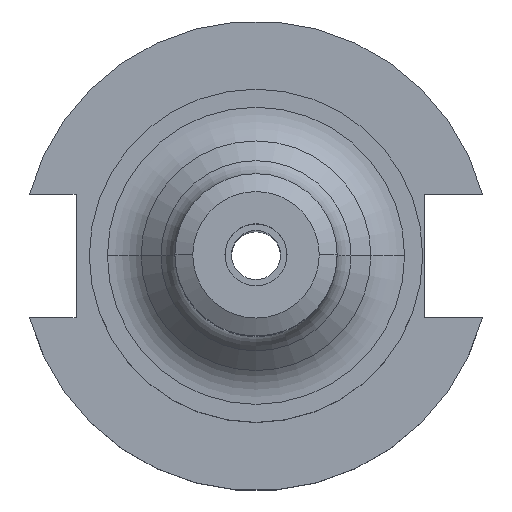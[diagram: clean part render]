
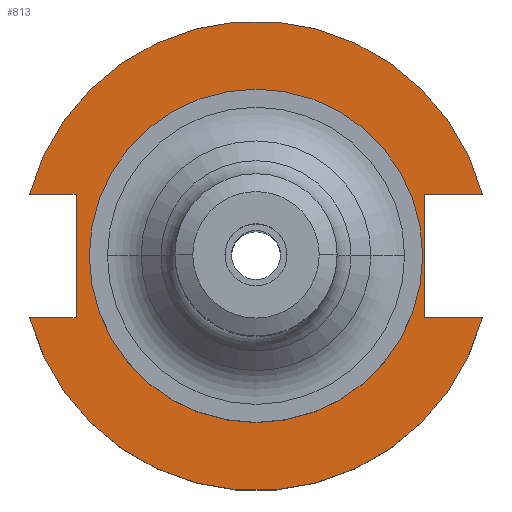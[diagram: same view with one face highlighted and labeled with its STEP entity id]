
A CAD part, top view. The second image highlights one B-rep face of the part: STEP entity #813.
In plain terms, the highlighted planar face has unit normal (0, 0, 1).
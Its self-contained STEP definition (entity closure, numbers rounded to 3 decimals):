
#29 = ORIENTED_EDGE ( 'NONE', *, *, #438, .F. ) ;
#59 = EDGE_CURVE ( 'NONE', #1913, #590, #608, .T. ) ;
#70 = DIRECTION ( 'NONE',  ( 0., 0., 1. ) ) ;
#84 = AXIS2_PLACEMENT_3D ( 'NONE', #229, #1354, #1053 ) ;
#141 = CARTESIAN_POINT ( 'NONE',  ( -47.477, -12.954, 19.05 ) ) ;
#173 = CARTESIAN_POINT ( 'NONE',  ( 0., 0., 19.05 ) ) ;
#189 = CARTESIAN_POINT ( 'NONE',  ( 35.306, -12.954, 19.05 ) ) ;
#211 = DIRECTION ( 'NONE',  ( -1., 0., 0. ) ) ;
#220 = CARTESIAN_POINT ( 'NONE',  ( 35.306, -12.954, 19.05 ) ) ;
#228 = DIRECTION ( 'NONE',  ( 1., 0., 0. ) ) ;
#229 = CARTESIAN_POINT ( 'NONE',  ( 0., 0., 19.05 ) ) ;
#268 = AXIS2_PLACEMENT_3D ( 'NONE', #1970, #1373, #1364 ) ;
#270 = VERTEX_POINT ( 'NONE', #1804 ) ;
#284 = DIRECTION ( 'NONE',  ( 1., 0., 0. ) ) ;
#291 = ORIENTED_EDGE ( 'NONE', *, *, #2011, .F. ) ;
#305 = LINE ( 'NONE', #1758, #2020 ) ;
#341 = DIRECTION ( 'NONE',  ( 1., 0., 0. ) ) ;
#349 = VERTEX_POINT ( 'NONE', #820 ) ;
#406 = FACE_BOUND ( 'NONE', #2032, .T. ) ;
#438 = EDGE_CURVE ( 'NONE', #1177, #270, #1508, .T. ) ;
#494 = DIRECTION ( 'NONE',  ( 0., 0., 1. ) ) ;
#510 = CARTESIAN_POINT ( 'NONE',  ( 47.477, -12.954, 19.05 ) ) ;
#515 = VERTEX_POINT ( 'NONE', #719 ) ;
#519 = DIRECTION ( 'NONE',  ( 0., 1., 0. ) ) ;
#590 = VERTEX_POINT ( 'NONE', #510 ) ;
#608 = CIRCLE ( 'NONE', #84, 49.212 ) ;
#645 = VERTEX_POINT ( 'NONE', #189 ) ;
#682 = ORIENTED_EDGE ( 'NONE', *, *, #1378, .F. ) ;
#694 = CARTESIAN_POINT ( 'NONE',  ( 0., 49.212, 19.05 ) ) ;
#719 = CARTESIAN_POINT ( 'NONE',  ( 34.925, 0., 19.05 ) ) ;
#729 = EDGE_CURVE ( 'NONE', #1177, #1817, #1029, .T. ) ;
#762 = CARTESIAN_POINT ( 'NONE',  ( -47.477, 12.954, 19.05 ) ) ;
#765 = ORIENTED_EDGE ( 'NONE', *, *, #1886, .F. ) ;
#785 = DIRECTION ( 'NONE',  ( -1., 0., 0. ) ) ;
#802 = EDGE_CURVE ( 'NONE', #645, #590, #838, .T. ) ;
#813 = ADVANCED_FACE ( 'NONE', ( #406, #1257 ), #1688, .T. ) ;
#820 = CARTESIAN_POINT ( 'NONE',  ( -37.719, 12.954, 19.05 ) ) ;
#824 = CARTESIAN_POINT ( 'NONE',  ( -34.925, 0., 19.05 ) ) ;
#838 = LINE ( 'NONE', #220, #1700 ) ;
#840 = LINE ( 'NONE', #1750, #1594 ) ;
#958 = CIRCLE ( 'NONE', #1653, 34.925 ) ;
#1019 = DIRECTION ( 'NONE',  ( 1., 0., 0. ) ) ;
#1029 = CIRCLE ( 'NONE', #268, 49.212 ) ;
#1051 = EDGE_LOOP ( 'NONE', ( #1314, #1236, #765, #29, #1352, #1601, #1424, #682 ) ) ;
#1053 = DIRECTION ( 'NONE',  ( 1., 0., 0. ) ) ;
#1058 = CIRCLE ( 'NONE', #1737, 34.925 ) ;
#1082 = EDGE_CURVE ( 'NONE', #1939, #349, #1678, .T. ) ;
#1166 = CARTESIAN_POINT ( 'NONE',  ( 35.306, 12.954, 19.05 ) ) ;
#1169 = VECTOR ( 'NONE', #284, 1000. ) ;
#1177 = VERTEX_POINT ( 'NONE', #1949 ) ;
#1233 = VECTOR ( 'NONE', #519, 1000. ) ;
#1236 = ORIENTED_EDGE ( 'NONE', *, *, #802, .F. ) ;
#1257 = FACE_OUTER_BOUND ( 'NONE', #1051, .T. ) ;
#1258 = ORIENTED_EDGE ( 'NONE', *, *, #1500, .F. ) ;
#1304 = DIRECTION ( 'NONE',  ( 0., 0., 1. ) ) ;
#1314 = ORIENTED_EDGE ( 'NONE', *, *, #59, .T. ) ;
#1352 = ORIENTED_EDGE ( 'NONE', *, *, #729, .T. ) ;
#1354 = DIRECTION ( 'NONE',  ( 0., 0., 1. ) ) ;
#1364 = DIRECTION ( 'NONE',  ( 1., 0., 0. ) ) ;
#1373 = DIRECTION ( 'NONE',  ( 0., 0., 1. ) ) ;
#1378 = EDGE_CURVE ( 'NONE', #1913, #1939, #2021, .T. ) ;
#1413 = CARTESIAN_POINT ( 'NONE',  ( -63.719, -12.954, 19.05 ) ) ;
#1424 = ORIENTED_EDGE ( 'NONE', *, *, #1082, .F. ) ;
#1448 = VECTOR ( 'NONE', #211, 1000. ) ;
#1456 = AXIS2_PLACEMENT_3D ( 'NONE', #694, #70, #1019 ) ;
#1457 = CARTESIAN_POINT ( 'NONE',  ( 0., 0., 19.05 ) ) ;
#1500 = EDGE_CURVE ( 'NONE', #2030, #515, #958, .T. ) ;
#1508 = LINE ( 'NONE', #1166, #1448 ) ;
#1594 = VECTOR ( 'NONE', #2056, 1000. ) ;
#1601 = ORIENTED_EDGE ( 'NONE', *, *, #1918, .F. ) ;
#1607 = CARTESIAN_POINT ( 'NONE',  ( -37.719, -12.954, 19.05 ) ) ;
#1628 = DIRECTION ( 'NONE',  ( 1., 0., 0. ) ) ;
#1653 = AXIS2_PLACEMENT_3D ( 'NONE', #1457, #494, #1628 ) ;
#1678 = LINE ( 'NONE', #1945, #1233 ) ;
#1688 = PLANE ( 'NONE',  #1456 ) ;
#1700 = VECTOR ( 'NONE', #228, 1000. ) ;
#1737 = AXIS2_PLACEMENT_3D ( 'NONE', #173, #1304, #341 ) ;
#1750 = CARTESIAN_POINT ( 'NONE',  ( 35.306, 12.954, 19.05 ) ) ;
#1758 = CARTESIAN_POINT ( 'NONE',  ( -63.719, 12.954, 19.05 ) ) ;
#1804 = CARTESIAN_POINT ( 'NONE',  ( 35.306, 12.954, 19.05 ) ) ;
#1817 = VERTEX_POINT ( 'NONE', #762 ) ;
#1886 = EDGE_CURVE ( 'NONE', #270, #645, #840, .T. ) ;
#1913 = VERTEX_POINT ( 'NONE', #141 ) ;
#1918 = EDGE_CURVE ( 'NONE', #349, #1817, #305, .T. ) ;
#1939 = VERTEX_POINT ( 'NONE', #1607 ) ;
#1945 = CARTESIAN_POINT ( 'NONE',  ( -37.719, 12.954, 19.05 ) ) ;
#1949 = CARTESIAN_POINT ( 'NONE',  ( 47.477, 12.954, 19.05 ) ) ;
#1970 = CARTESIAN_POINT ( 'NONE',  ( 0., 0., 19.05 ) ) ;
#2011 = EDGE_CURVE ( 'NONE', #515, #2030, #1058, .T. ) ;
#2020 = VECTOR ( 'NONE', #785, 1000. ) ;
#2021 = LINE ( 'NONE', #1413, #1169 ) ;
#2030 = VERTEX_POINT ( 'NONE', #824 ) ;
#2032 = EDGE_LOOP ( 'NONE', ( #291, #1258 ) ) ;
#2056 = DIRECTION ( 'NONE',  ( 0., -1., 0. ) ) ;
